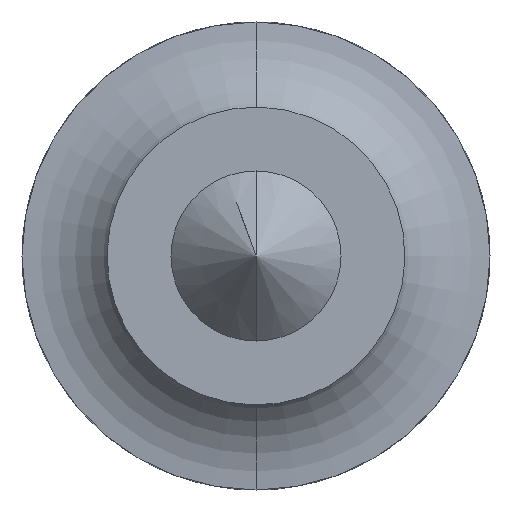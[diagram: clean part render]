
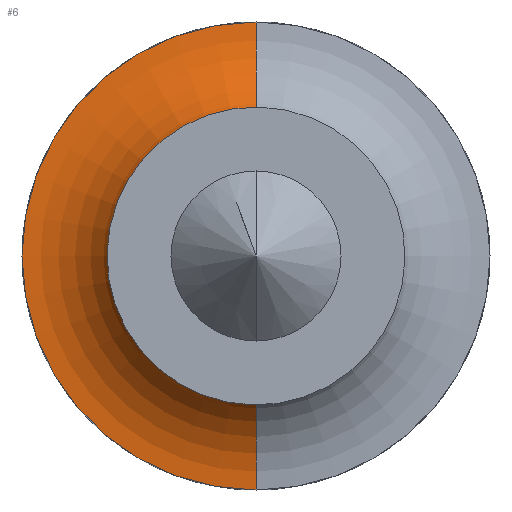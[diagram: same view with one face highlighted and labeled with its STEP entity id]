
A CAD part, front view. The second image highlights one B-rep face of the part: STEP entity #6.
In plain terms, the highlighted toroidal (fillet/blend) face has major radius 11 mm and minor radius 5 mm.
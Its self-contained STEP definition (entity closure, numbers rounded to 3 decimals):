
#6 = ADVANCED_FACE ( 'NONE', ( #472 ), #747, .F. ) ;
#18 = EDGE_CURVE ( 'NONE', #528, #459, #722, .T. ) ;
#21 = EDGE_CURVE ( 'NONE', #455, #510, #767, .T. ) ;
#63 = EDGE_CURVE ( 'NONE', #528, #455, #740, .T. ) ;
#70 = EDGE_CURVE ( 'NONE', #459, #510, #716, .T. ) ;
#125 = DIRECTION ( 'NONE',  ( 0., 1., 0. ) ) ;
#126 = DIRECTION ( 'NONE',  ( 0., 0., 1. ) ) ;
#130 = DIRECTION ( 'NONE',  ( 0., 0., 1. ) ) ;
#131 = CARTESIAN_POINT ( 'NONE',  ( 0., 54., 0. ) ) ;
#132 = DIRECTION ( 'NONE',  ( 0., 1., 0. ) ) ;
#156 = CARTESIAN_POINT ( 'NONE',  ( 0., 59., 0. ) ) ;
#264 = DIRECTION ( 'NONE',  ( 1., 0., 0. ) ) ;
#265 = DIRECTION ( 'NONE',  ( 0., 0., -1. ) ) ;
#267 = CARTESIAN_POINT ( 'NONE',  ( 0., 54., -11. ) ) ;
#282 = CARTESIAN_POINT ( 'NONE',  ( 0., 54., -6. ) ) ;
#291 = DIRECTION ( 'NONE',  ( 0., 0., 1. ) ) ;
#300 = DIRECTION ( 'NONE',  ( -1., 0., 0. ) ) ;
#301 = CARTESIAN_POINT ( 'NONE',  ( 0., 54., 11. ) ) ;
#328 = CARTESIAN_POINT ( 'NONE',  ( 0., 59., -11. ) ) ;
#336 = CARTESIAN_POINT ( 'NONE',  ( 0., 59., 11. ) ) ;
#340 = CARTESIAN_POINT ( 'NONE',  ( 0., 54., 6. ) ) ;
#455 = VERTEX_POINT ( 'NONE', #282 ) ;
#459 = VERTEX_POINT ( 'NONE', #336 ) ;
#472 = FACE_OUTER_BOUND ( 'NONE', #694, .T. ) ;
#510 = VERTEX_POINT ( 'NONE', #340 ) ;
#528 = VERTEX_POINT ( 'NONE', #328 ) ;
#650 = ORIENTED_EDGE ( 'NONE', *, *, #18, .F. ) ;
#651 = ORIENTED_EDGE ( 'NONE', *, *, #21, .T. ) ;
#656 = ORIENTED_EDGE ( 'NONE', *, *, #70, .F. ) ;
#657 = ORIENTED_EDGE ( 'NONE', *, *, #63, .T. ) ;
#694 = EDGE_LOOP ( 'NONE', ( #650, #657, #651, #656 ) ) ;
#706 = AXIS2_PLACEMENT_3D ( 'NONE', #301, #300, #291 ) ;
#716 = CIRCLE ( 'NONE', #706, 5. ) ;
#718 = AXIS2_PLACEMENT_3D ( 'NONE', #156, #125, #126 ) ;
#722 = CIRCLE ( 'NONE', #718, 11. ) ;
#731 = AXIS2_PLACEMENT_3D ( 'NONE', #267, #264, #265 ) ;
#734 = AXIS2_PLACEMENT_3D ( 'NONE', #131, #132, #130 ) ;
#740 = CIRCLE ( 'NONE', #731, 5. ) ;
#747 = TOROIDAL_SURFACE ( 'NONE', #749, 11., 5. ) ;
#749 = AXIS2_PLACEMENT_3D ( 'NONE', #1011, #1021, #1002 ) ;
#767 = CIRCLE ( 'NONE', #734, 6. ) ;
#1002 = DIRECTION ( 'NONE',  ( 0., 0., 1. ) ) ;
#1011 = CARTESIAN_POINT ( 'NONE',  ( 0., 54., 0. ) ) ;
#1021 = DIRECTION ( 'NONE',  ( 0., 1., 0. ) ) ;
